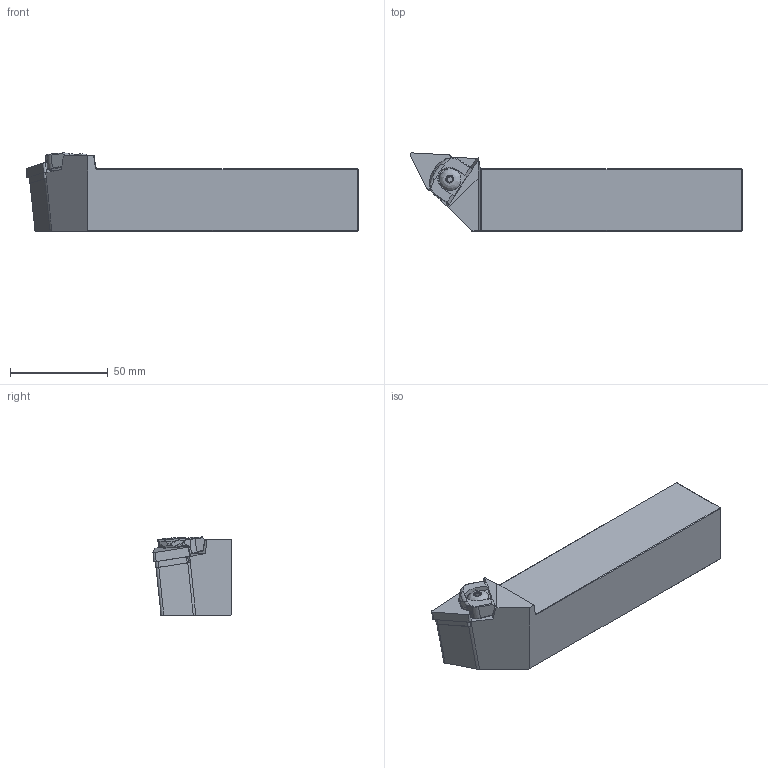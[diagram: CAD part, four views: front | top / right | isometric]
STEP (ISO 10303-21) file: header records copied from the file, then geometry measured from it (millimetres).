
FILE_DESCRIPTION(/* description */ (''),/* implementation_level */ '2;1');
FILE_NAME(/* name */ 'MTJNL-3232-P22.stp',/* time_stamp */ '2023-10-04T08:58:37+03:00',/* author */ (''),/* organization */ (''),/* preprocessor_version */ 'ST-DEVELOPER v19.4',/* originating_system */ 'SIEMENS PLM Software NX2306.3001',/* authorisation */ '');
FILE_SCHEMA (('AUTOMOTIVE_DESIGN { 1 0 10303 214 3 1 1 1 }'));
Length unit declared in the file: millimetre
Products named in the file (1): MTJNR-3232-P22
Bounding box: 170 x 40 x 40.01 mm (x, y, z)
Volume: 165989.4 mm3; surface area: 24661.8 mm2
Topology: 2 solids, 2 shells, 192 faces, 479 edges, 288 vertices
Faces by surface type: plane 79, cylinder 70, bspline 28, torus 7, sphere 4, cone 3, extrusion 1
Full cylindrical faces by diameter (mm): 5.9 x1
Entity records: 6182 total; most frequent: CARTESIAN_POINT 1697, ORIENTED_EDGE 944, DIRECTION 927, EDGE_CURVE 472, AXIS2_PLACEMENT_3D 334, VERTEX_POINT 286, VECTOR 259, LINE 258
